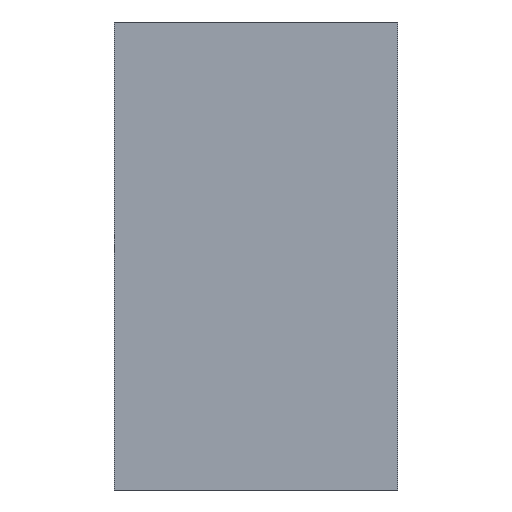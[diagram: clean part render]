
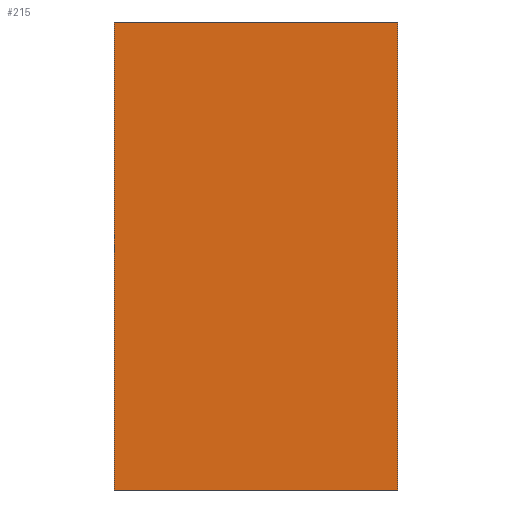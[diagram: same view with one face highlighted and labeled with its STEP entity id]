
A CAD part, front view. The second image highlights one B-rep face of the part: STEP entity #215.
In plain terms, the highlighted planar face has unit normal (0, -1, 0).
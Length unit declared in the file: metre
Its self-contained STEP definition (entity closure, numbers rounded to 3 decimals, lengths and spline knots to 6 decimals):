
#14=PLANE('',#242);
#27=LINE('',#336,#51);
#29=LINE('',#340,#53);
#30=LINE('',#342,#54);
#31=LINE('',#344,#55);
#51=VECTOR('',#273,1.);
#53=VECTOR('',#277,1.);
#54=VECTOR('',#278,1.);
#55=VECTOR('',#279,1.);
#81=ORIENTED_EDGE('',*,*,#139,.T.);
#82=ORIENTED_EDGE('',*,*,#140,.F.);
#83=ORIENTED_EDGE('',*,*,#141,.F.);
#84=ORIENTED_EDGE('',*,*,#137,.T.);
#137=EDGE_CURVE('',#166,#165,#27,.T.);
#139=EDGE_CURVE('',#165,#167,#29,.T.);
#140=EDGE_CURVE('',#168,#167,#30,.T.);
#141=EDGE_CURVE('',#166,#168,#31,.T.);
#165=VERTEX_POINT('',#335);
#166=VERTEX_POINT('',#337);
#167=VERTEX_POINT('',#341);
#168=VERTEX_POINT('',#343);
#188=EDGE_LOOP('',(#81,#82,#83,#84));
#200=FACE_BOUND('',#188,.T.);
#215=ADVANCED_FACE('',(#200),#14,.F.);
#242=AXIS2_PLACEMENT_3D('',#339,#275,#276);
#273=DIRECTION('',(0.,0.,-1.));
#275=DIRECTION('',(0.,1.,0.));
#276=DIRECTION('',(0.,0.,1.));
#277=DIRECTION('',(1.,0.,0.));
#278=DIRECTION('',(0.,0.,-1.));
#279=DIRECTION('',(1.,0.,0.));
#335=CARTESIAN_POINT('',(-0.018163,-0.018,0.));
#336=CARTESIAN_POINT('',(-0.018163,-0.018,0.06));
#337=CARTESIAN_POINT('',(-0.018163,-0.018,0.06));
#339=CARTESIAN_POINT('',(-0.009081,-0.018,0.06));
#340=CARTESIAN_POINT('',(-0.009081,-0.018,0.));
#341=CARTESIAN_POINT('',(0.018163,-0.018,0.));
#342=CARTESIAN_POINT('',(0.018163,-0.018,0.06));
#343=CARTESIAN_POINT('',(0.018163,-0.018,0.06));
#344=CARTESIAN_POINT('',(-0.009081,-0.018,0.06));
